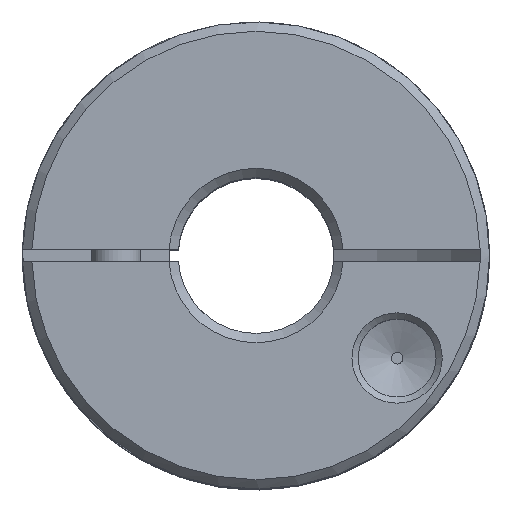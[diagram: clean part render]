
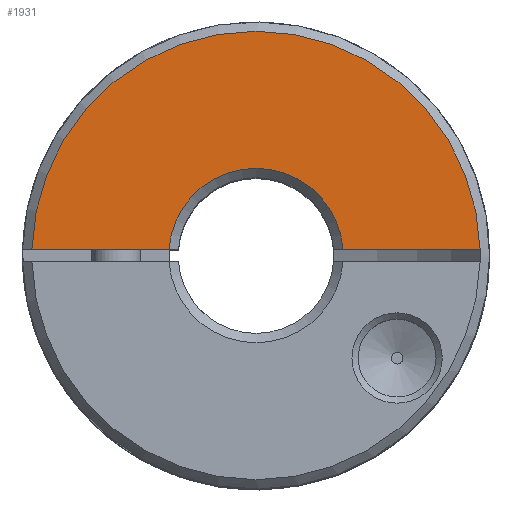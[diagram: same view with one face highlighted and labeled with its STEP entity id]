
A CAD part, top view. The second image highlights one B-rep face of the part: STEP entity #1931.
In plain terms, the highlighted planar face has unit normal (0, 0, 1).
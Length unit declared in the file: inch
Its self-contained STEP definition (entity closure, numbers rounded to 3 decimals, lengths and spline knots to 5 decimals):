
#232=CIRCLE('',#2054,0.36);
#240=CIRCLE('',#2070,0.14);
#324=FACE_OUTER_BOUND('',#452,.T.);
#452=EDGE_LOOP('',(#1626,#1627,#1628,#1629));
#573=LINE('',#6414,#685);
#585=LINE('',#6511,#697);
#685=VECTOR('',#2379,0.22022);
#697=VECTOR('',#2431,0.22028);
#875=VERTEX_POINT('',#6402);
#876=VERTEX_POINT('',#6413);
#879=VERTEX_POINT('',#6421);
#893=VERTEX_POINT('',#6498);
#1121=EDGE_CURVE('',#875,#876,#573,.T.);
#1125=EDGE_CURVE('',#879,#876,#232,.T.);
#1148=EDGE_CURVE('',#875,#893,#240,.T.);
#1150=EDGE_CURVE('',#893,#879,#585,.T.);
#1626=ORIENTED_EDGE('',*,*,#1125,.T.);
#1627=ORIENTED_EDGE('',*,*,#1121,.F.);
#1628=ORIENTED_EDGE('',*,*,#1148,.T.);
#1629=ORIENTED_EDGE('',*,*,#1150,.T.);
#1749=PLANE('',#2071);
#1931=ADVANCED_FACE('',(#324),#1749,.T.);
#2054=AXIS2_PLACEMENT_3D('',#6422,#2386,#2387);
#2070=AXIS2_PLACEMENT_3D('',#6499,#2427,#2428);
#2071=AXIS2_PLACEMENT_3D('',#6510,#2429,#2430);
#2379=DIRECTION('',(-1.,0.,0.));
#2386=DIRECTION('center_axis',(0.,0.,1.));
#2387=DIRECTION('ref_axis',(1.,0.028,0.));
#2427=DIRECTION('center_axis',(0.,0.,-1.));
#2428=DIRECTION('ref_axis',(-0.997,0.071,0.));
#2429=DIRECTION('center_axis',(0.,0.,1.));
#2430=DIRECTION('ref_axis',(1.,0.,0.));
#2431=DIRECTION('',(1.,0.,0.));
#6402=CARTESIAN_POINT('',(-0.13964,0.01,0.25));
#6413=CARTESIAN_POINT('',(-0.35986,0.01,0.25));
#6414=CARTESIAN_POINT('',(-0.13964,0.01,0.25));
#6421=CARTESIAN_POINT('',(0.3599,0.01,0.24996));
#6422=CARTESIAN_POINT('Origin',(0.,0.,0.25));
#6498=CARTESIAN_POINT('',(0.13964,0.01,0.25));
#6499=CARTESIAN_POINT('Origin',(0.,0.,0.25));
#6510=CARTESIAN_POINT('Origin',(0.,0.,0.25));
#6511=CARTESIAN_POINT('',(-0.032,0.01,0.25));
